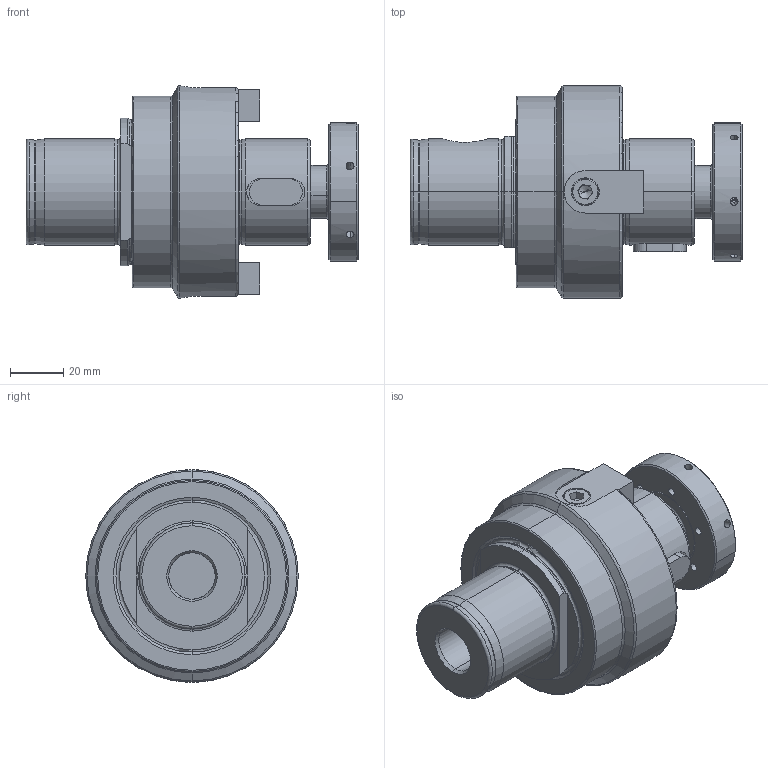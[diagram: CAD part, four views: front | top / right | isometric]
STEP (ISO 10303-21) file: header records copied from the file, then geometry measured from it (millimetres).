
FILE_DESCRIPTION (( 'STEP AP203' ), '1' );
FILE_NAME ('354.720.040.STEP', '2019-01-23T06:56:48', ( 'SWIAdmin' ), ( 'Hewlett-Packard Company' ), 'SwSTEP 2.0', 'SolidWorks 2017', '' );
FILE_SCHEMA (( 'CONFIG_CONTROL_DESIGN' ));
Length unit declared in the file: millimetre
Products named in the file (8): MB7-D40.K01.040_B; ISO 4762 - M6 x 16; D40-ER1.K62.011_A; D40-ER1.K61.030; D40-ER1.K63.030_A; D40-ER2.002.016_A; D40-ER3.001.022_A; 354.720.040
Assembly tree (9 placements, depth 3):
  354.720.040
    MB7-D40.K01.040_B
    ISO 4762 - M6 x 16  x2
    D40-ER1.K61.030
      D40-ER1.K62.011_A
      D40-ER1.K63.030_A
    D40-ER2.002.016_A  x2
    D40-ER3.001.022_A
Bounding box: 125 x 80 x 80 mm (x, y, z)
Volume: 276030.9 mm3; surface area: 54154 mm2
Topology: 8 solids, 8 shells, 355 faces, 812 edges, 447 vertices
Faces by surface type: cylinder 144, cone 93, plane 76, torus 42
Entity records: 10816 total; most frequent: CARTESIAN_POINT 3156, DIRECTION 1466, ORIENTED_EDGE 1386, EDGE_CURVE 693, AXIS2_PLACEMENT_3D 606, VERTEX_POINT 396, EDGE_LOOP 351, FACE_OUTER_BOUND 316
